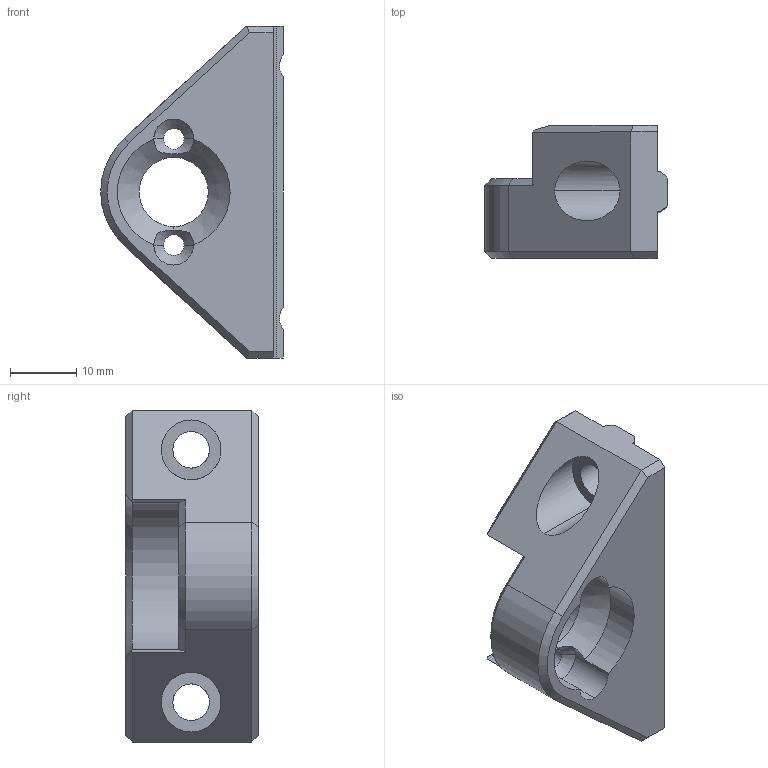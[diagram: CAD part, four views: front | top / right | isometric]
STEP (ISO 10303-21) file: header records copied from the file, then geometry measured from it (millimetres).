
FILE_DESCRIPTION (( 'STEP AP203' ), '1' );
FILE_NAME ('z_table_nut_mount.STEP', '2019-06-25T20:28:16', ( '' ), ( '' ), 'SwSTEP 2.0', 'SolidWorks 2018', '' );
FILE_SCHEMA (( 'CONFIG_CONTROL_DESIGN' ));
Length unit declared in the file: millimetre
Products named in the file (1): z_table_nut_mount
Bounding box: 27.5 x 20 x 50 mm (x, y, z)
Volume: 10824.5 mm3; surface area: 5112.4 mm2
Topology: 1 solids, 1 shells, 64 faces, 180 edges, 116 vertices
Faces by surface type: plane 30, cylinder 23, cone 11
Entity records: 2204 total; most frequent: CARTESIAN_POINT 455, ORIENTED_EDGE 360, DIRECTION 347, EDGE_CURVE 180, AXIS2_PLACEMENT_3D 124, VERTEX_POINT 116, LINE 99, VECTOR 99
